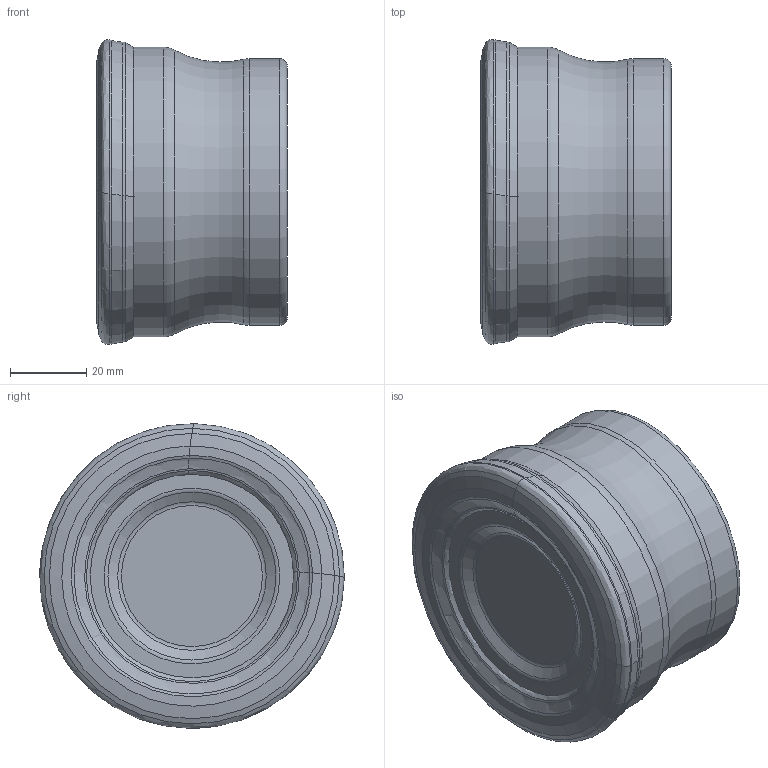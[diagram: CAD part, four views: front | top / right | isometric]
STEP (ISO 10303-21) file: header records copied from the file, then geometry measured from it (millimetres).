
FILE_DESCRIPTION(/* description */ (''),/* implementation_level */ '2;1');
FILE_NAME(/* name */ 'AHFMC-JD1204-D080-A27-Z06-H.stp',/* time_stamp */ '2023-10-10T08:48:52+03:00',/* author */ (''),/* organization */ (''),/* preprocessor_version */ 'ST-DEVELOPER v19.4',/* originating_system */ 'SIEMENS PLM Software NX2306.5001',/* authorisation */ '');
FILE_SCHEMA (('AUTOMOTIVE_DESIGN { 1 0 10303 214 3 1 1 1 }'));
Length unit declared in the file: millimetre
Products named in the file (1): AHFMC-JD1204-D080-A27-Z06-H-LIGHT_x_t_objects
Bounding box: 50 x 79.96 x 79.96 mm (x, y, z)
Volume: 222492.3 mm3; surface area: 28439.2 mm2
Topology: 2 solids, 2 shells, 62 faces, 120 edges, 61 vertices
Faces by surface type: bspline 42, torus 8, cone 5, plane 3, cylinder 2, revolution 2
Full cylindrical faces by diameter (mm): 70 x1, 76 x1
Entity records: 1904 total; most frequent: CARTESIAN_POINT 801, DIRECTION 216, ORIENTED_EDGE 206, EDGE_CURVE 103, AXIS2_PLACEMENT_3D 92, EDGE_LOOP 80, CIRCLE 73, ADVANCED_FACE 62
